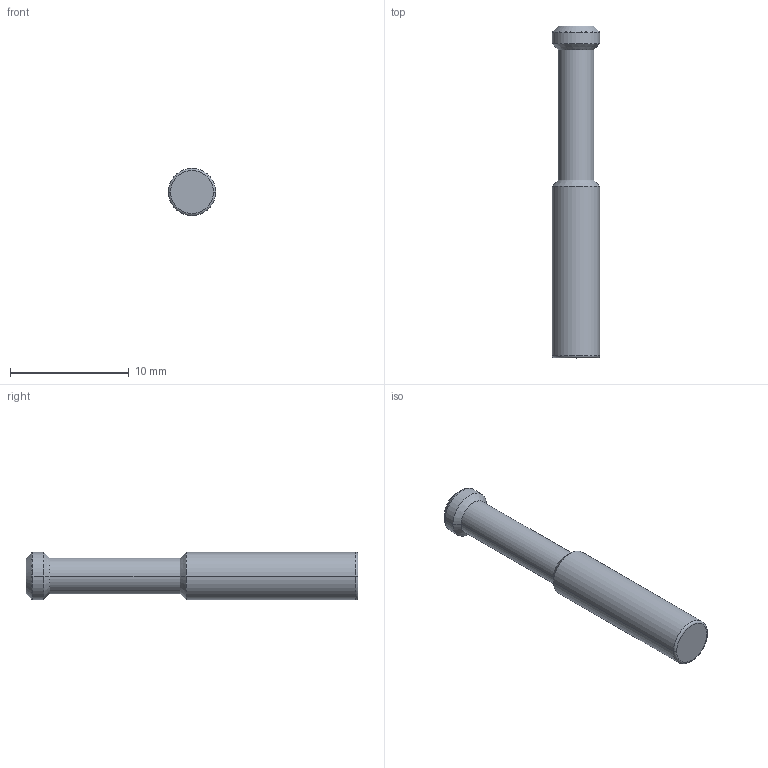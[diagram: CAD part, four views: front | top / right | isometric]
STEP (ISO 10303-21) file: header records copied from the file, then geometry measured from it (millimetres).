
FILE_DESCRIPTION((''),'2;1');
FILE_NAME('PP04-mdt.stp','2017-07-31T14:41:29',(''),(''),'Mechanical Desktop 2009','Mechanical Desktop 2009',', , ');
FILE_SCHEMA(('CONFIG_CONTROL_DESIGN'));
Length unit declared in the file: millimetre
Products named in the file (2): PP04-MDT; PART1
Assembly tree (1 placements, depth 2):
  PP04-MDT
    PART1
Bounding box: 4 x 28 x 4 mm (x, y, z)
Volume: 286.9 mm3; surface area: 340.2 mm2
Topology: 1 solids, 1 shells, 18 faces, 34 edges, 18 vertices
Faces by surface type: cylinder 6, cone 6, torus 4, plane 2
Entity records: 557 total; most frequent: DIRECTION 96, CARTESIAN_POINT 72, ORIENTED_EDGE 68, AXIS2_PLACEMENT_3D 42, EDGE_CURVE 34, CIRCLE 22, VERTEX_POINT 18, EDGE_LOOP 18
